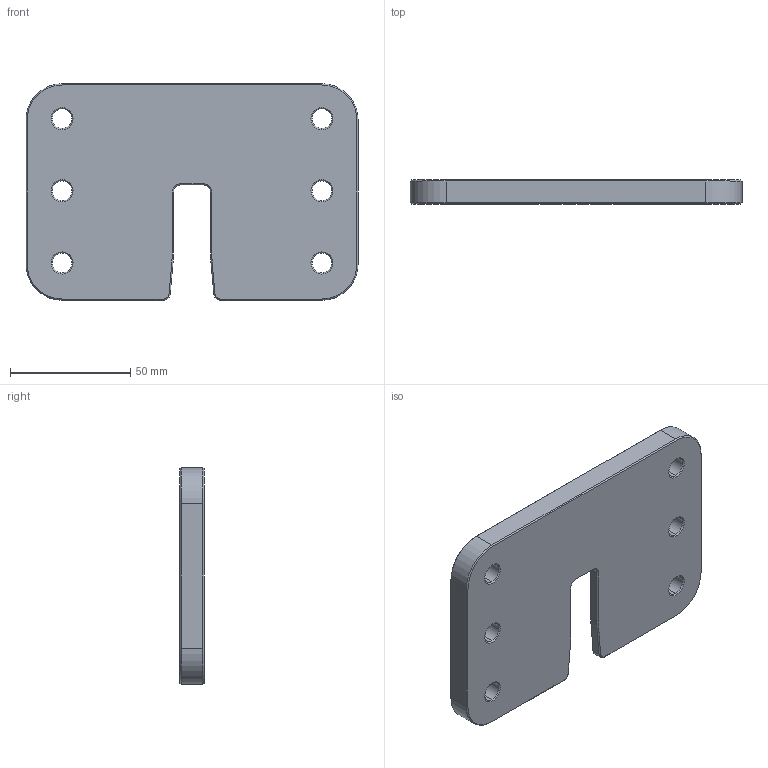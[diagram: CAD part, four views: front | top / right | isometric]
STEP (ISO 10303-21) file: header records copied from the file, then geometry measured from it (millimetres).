
FILE_DESCRIPTION (( 'STEP AP214' ), '1' );
FILE_NAME ('ST8ERBOI-MCH-P-0016A Cartridge Mount, 1-1 200ml.STEP', '2025-05-16T00:18:07', ( '' ), ( '' ), 'SwSTEP 2.0', 'SolidWorks 2024', '' );
FILE_SCHEMA (( 'AUTOMOTIVE_DESIGN' ));
Length unit declared in the file: millimetre
Products named in the file (1): ST8ERBOI-MCH-P-0016A Cartridge Mount, 1-1 200ml
Bounding box: 138 x 10 x 90 mm (x, y, z)
Volume: 96696.3 mm3; surface area: 28372.3 mm2
Topology: 1 solids, 1 shells, 237 faces, 597 edges, 373 vertices
Faces by surface type: plane 86, bspline 71, cone 52, cylinder 28
Entity records: 10070 total; most frequent: CARTESIAN_POINT 4773, ORIENTED_EDGE 1194, DIRECTION 897, EDGE_CURVE 597, VERTEX_POINT 373, VECTOR 343, LINE 343, AXIS2_PLACEMENT_3D 277
